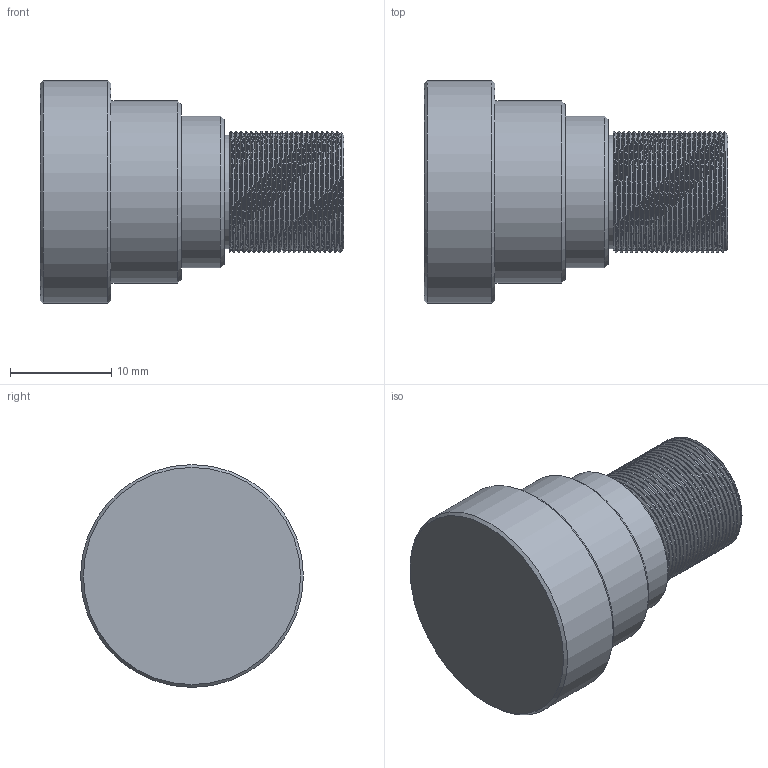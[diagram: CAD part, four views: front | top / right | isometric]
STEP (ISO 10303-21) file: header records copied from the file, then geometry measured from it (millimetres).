
FILE_DESCRIPTION (( 'STEP AP203' ), '1' );
FILE_NAME ('600109.STEP', '2024-11-18T09:44:02', ( 'Windows User' ), ( 'P R C' ), 'SwSTEP 2.0', 'SolidWorks 2020', '' );
FILE_SCHEMA (( 'CONFIG_CONTROL_DESIGN' ));
Length unit declared in the file: millimetre
Products named in the file (1): 600109
Bounding box: 30 x 22 x 22 mm (x, y, z)
Volume: 6438.2 mm3; surface area: 2484.4 mm2
Topology: 1 solids, 1 shells, 37 faces, 168 edges, 137 vertices
Faces by surface type: bspline 21, plane 6, cone 5, cylinder 5
Full cylindrical faces by diameter (mm): 11.229 x1, 15 x1, 18 x1, 22 x1
Entity records: 9618 total; most frequent: CARTESIAN_POINT 8491, ORIENTED_EDGE 312, EDGE_CURVE 156, VERTEX_POINT 134, B_SPLINE_CURVE_WITH_KNOTS 131, DIRECTION 72, EDGE_LOOP 50, FACE_OUTER_BOUND 41
